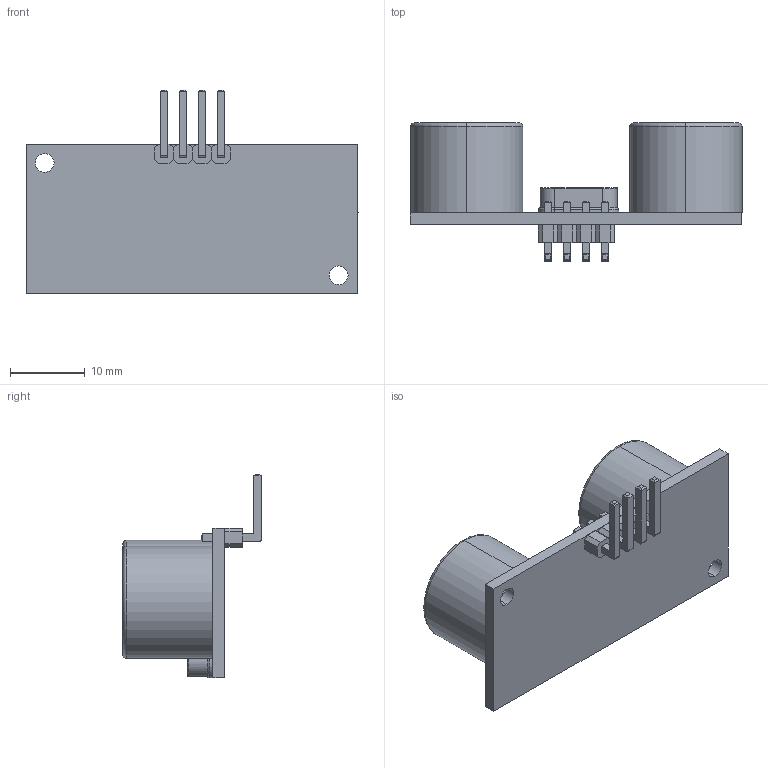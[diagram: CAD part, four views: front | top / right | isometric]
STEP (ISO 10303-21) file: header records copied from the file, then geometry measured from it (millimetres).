
FILE_DESCRIPTION (( 'STEP AP203' ), '1' );
FILE_NAME ('HC-SR04.STEP', '2019-05-07T03:56:54', ( '' ), ( '' ), 'SwSTEP 2.0', 'SolidWorks 2017', '' );
FILE_SCHEMA (( 'CONFIG_CONTROL_DESIGN' ));
Length unit declared in the file: millimetre
Products named in the file (9): HeaderBody; HeaderPins_4x1; HeaderPinRightAngle; HC-SR04; HC-SR04_Circuit Board; Sense Cone; Crystal; Grid; Metal_Cone
Assembly tree (15 placements, depth 3):
  HC-SR04
    Sense Cone  x2
      Metal_Cone
      Grid
    HC-SR04_Circuit Board
    Crystal
    HeaderPins_4x1
      HeaderPinRightAngle  x4
      HeaderBody  x4
Bounding box: 44.33 x 18.46 x 27.23 mm (x, y, z)
Volume: 4536.9 mm3; surface area: 5433.8 mm2
Topology: 16 solids, 16 shells, 2518 faces, 8808 edges, 4644 vertices
Faces by surface type: plane 2342, cylinder 164, torus 8, bspline 4
Entity records: 46512 total; most frequent: ORIENTED_EDGE 8718, CARTESIAN_POINT 7951, DIRECTION 7095, EDGE_CURVE 4359, LINE 4139, VECTOR 4139, VERTEX_POINT 2294, AXIS2_PLACEMENT_3D 1478
